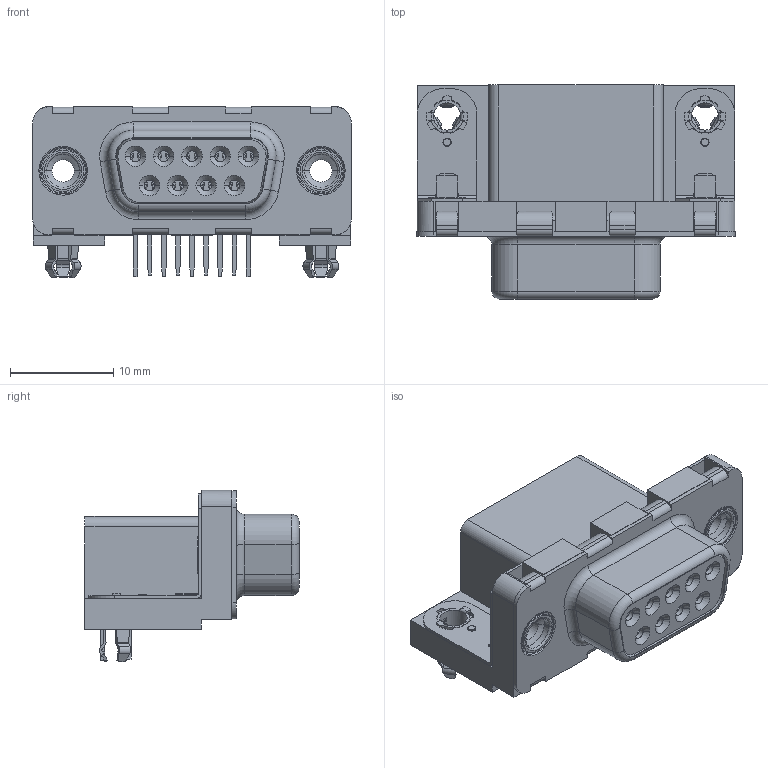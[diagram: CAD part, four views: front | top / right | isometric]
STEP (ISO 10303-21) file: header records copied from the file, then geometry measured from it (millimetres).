
FILE_DESCRIPTION((''),'2;1');
FILE_NAME('PD09S13A4GX00LF','2015-01-22T',('ababu'),('FCI'),'PRO/ENGINEER BY PARAMETRIC TECHNOLOGY CORPORATION, 2013150','PRO/ENGINEER BY PARAMETRIC TECHNOLOGY CORPORATION, 2013150','');
FILE_SCHEMA(('CONFIG_CONTROL_DESIGN','GEOMETRIC_VALIDATION_PROPERTIES_MIM'));
Length unit declared in the file: millimetre
Products named in the file (1): PD09S13A4GX00LF
Bounding box: 30.9 x 20.75 x 16.6 mm (x, y, z)
Volume: 3999.7 mm3; surface area: 3629.6 mm2
Topology: 1 solids, 2 shells, 1103 faces, 2982 edges, 1902 vertices
Faces by surface type: plane 631, cylinder 280, bspline 108, torus 54, cone 30
Entity records: 48138 total; most frequent: CARTESIAN_POINT 13469, ORIENTED_EDGE 5964, DIRECTION 5284, EDGE_CURVE 2982, VECTOR 1910, LINE 1910, VERTEX_POINT 1902, AXIS2_PLACEMENT_3D 1687
